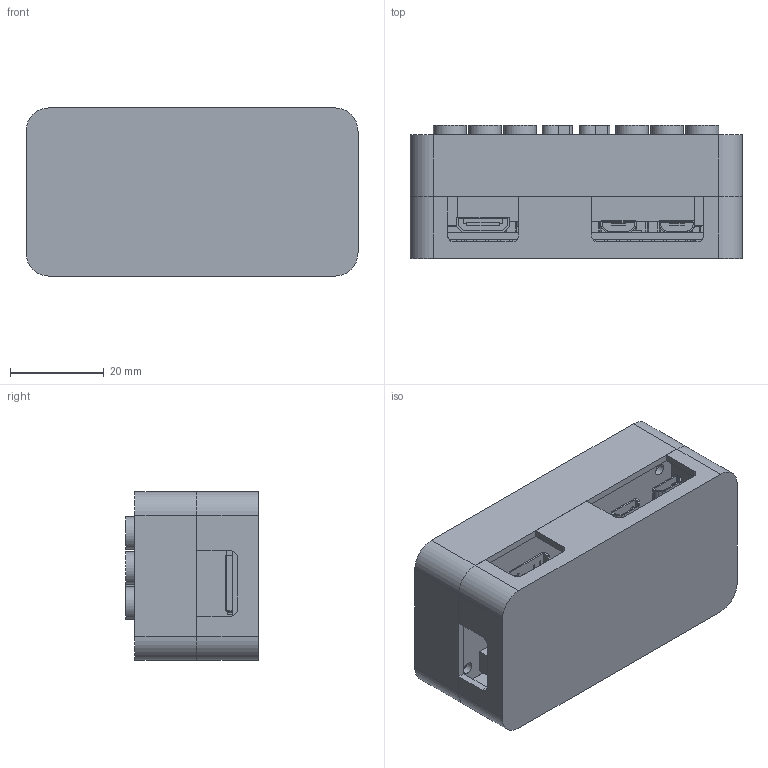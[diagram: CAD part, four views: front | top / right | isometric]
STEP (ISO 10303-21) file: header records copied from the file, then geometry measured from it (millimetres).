
FILE_DESCRIPTION(/* description */ (''),/* implementation_level */ '2;1');
FILE_NAME(/* name */ 'Wooden made (mini version).step',/* time_stamp */ '2018-10-08T11:52:42-03:00',/* author */ ('renan.ogomes'),/* organization */ (''),/* preprocessor_version */ 'ST-DEVELOPER v17.2',/* originating_system */ 'Autodesk Translation Framework v7.6.0.251',/* authorisation */ '');
FILE_SCHEMA (('AUTOMOTIVE_DESIGN { 1 0 10303 214 3 1 1 }'));
Length unit declared in the file: millimetre
Products named in the file (6): Wood Case; Board; RaspberryPiZeroW; Header Male v1; Case; Botões
Assembly tree (5 placements, depth 2):
  Wood Case
    Board
    RaspberryPiZeroW
    Header Male v1
    Case
    Botões
Bounding box: 71 x 28.44 x 36 mm (x, y, z)
Volume: 28700.5 mm3; surface area: 36490.6 mm2
Topology: 95 solids, 95 shells, 1310 faces, 3247 edges, 2182 vertices
Faces by surface type: plane 1038, cylinder 264, sphere 8
Full cylindrical faces by diameter (mm): 1 x84, 1.5 x8, 2.5 x4, 2.65 x4, 3.5 x10, 4.5 x8, 6 x4, 7 x8, 7.4 x8, 9.6 x8
Entity records: 39199 total; most frequent: CARTESIAN_POINT 6742, DIRECTION 6516, ORIENTED_EDGE 6478, EDGE_CURVE 3239, LINE 2604, VECTOR 2604, VERTEX_POINT 2182, AXIS2_PLACEMENT_3D 1956
